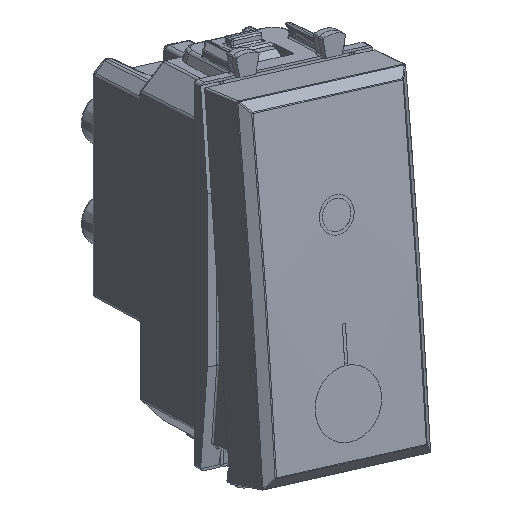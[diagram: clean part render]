
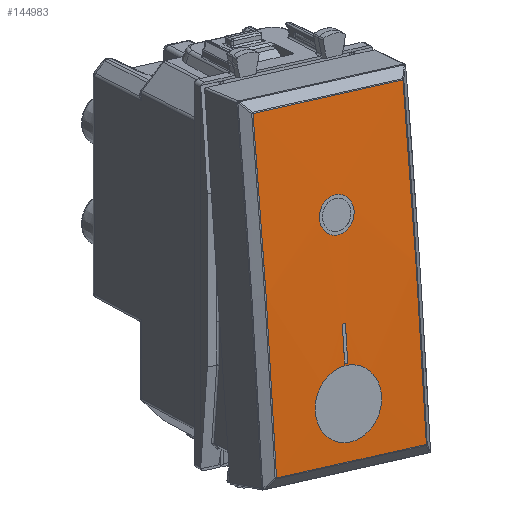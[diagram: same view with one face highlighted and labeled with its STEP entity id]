
A CAD part, top view. The second image highlights one B-rep face of the part: STEP entity #144983.
In plain terms, the highlighted cylindrical face has radius 791.456 mm (diameter 1582.91 mm), a partial arc.
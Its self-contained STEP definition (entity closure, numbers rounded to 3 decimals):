
#142544=CARTESIAN_POINT('Vertex',(-4.312,-14.,15.776)) ;
#142551=CARTESIAN_POINT('Vertex',(4.312,-14.,15.776)) ;
#142555=CARTESIAN_POINT('Control Point',(4.312,-14.,15.776)) ;
#142556=CARTESIAN_POINT('Control Point',(4.311,-12.772,15.798)) ;
#142557=CARTESIAN_POINT('Control Point',(3.872,-11.545,15.817)) ;
#142558=CARTESIAN_POINT('Control Point',(2.993,-10.528,15.83)) ;
#142559=CARTESIAN_POINT('Control Point',(1.075,-9.51,15.843)) ;
#142560=CARTESIAN_POINT('Control Point',(-1.02,-9.692,15.841)) ;
#142561=CARTESIAN_POINT('Control Point',(-1.826,-9.967,15.837)) ;
#142562=CARTESIAN_POINT('Control Point',(-3.106,-10.788,15.827)) ;
#142563=CARTESIAN_POINT('Control Point',(-3.93,-12.049,15.809)) ;
#142564=CARTESIAN_POINT('Control Point',(-4.184,-12.678,15.799)) ;
#142565=CARTESIAN_POINT('Control Point',(-4.311,-13.339,15.788)) ;
#142566=CARTESIAN_POINT('Control Point',(-4.312,-14.,15.776)) ;
#142581=CARTESIAN_POINT('Control Point',(-4.312,-14.,15.776)) ;
#142582=CARTESIAN_POINT('Control Point',(-4.314,-15.227,15.754)) ;
#142583=CARTESIAN_POINT('Control Point',(-3.879,-16.455,15.73)) ;
#142584=CARTESIAN_POINT('Control Point',(-3.002,-17.475,15.707)) ;
#142585=CARTESIAN_POINT('Control Point',(-1.086,-18.499,15.684)) ;
#142586=CARTESIAN_POINT('Control Point',(1.01,-18.321,15.688)) ;
#142587=CARTESIAN_POINT('Control Point',(1.817,-18.048,15.694)) ;
#142588=CARTESIAN_POINT('Control Point',(3.102,-17.228,15.713)) ;
#142589=CARTESIAN_POINT('Control Point',(3.93,-15.963,15.739)) ;
#142590=CARTESIAN_POINT('Control Point',(4.185,-15.331,15.752)) ;
#142591=CARTESIAN_POINT('Control Point',(4.313,-14.665,15.764)) ;
#142592=CARTESIAN_POINT('Control Point',(4.312,-14.,15.776)) ;
#144107=CARTESIAN_POINT('Vertex',(9.75,-20.496,15.635)) ;
#144115=CARTESIAN_POINT('Vertex',(9.75,20.496,15.635)) ;
#144119=CARTESIAN_POINT('Control Point',(9.75,-20.496,15.635)) ;
#144120=CARTESIAN_POINT('Control Point',(9.747,-15.889,15.754)) ;
#144121=CARTESIAN_POINT('Control Point',(9.745,-11.282,15.84)) ;
#144122=CARTESIAN_POINT('Control Point',(9.743,-6.674,15.892)) ;
#144123=CARTESIAN_POINT('Control Point',(9.742,1.525,15.925)) ;
#144124=CARTESIAN_POINT('Control Point',(9.744,9.724,15.852)) ;
#144125=CARTESIAN_POINT('Control Point',(9.746,13.315,15.8)) ;
#144126=CARTESIAN_POINT('Control Point',(9.748,16.906,15.728)) ;
#144127=CARTESIAN_POINT('Control Point',(9.75,20.496,15.635)) ;
#144657=CARTESIAN_POINT('Vertex',(-9.75,-20.496,15.635)) ;
#144660=CARTESIAN_POINT('Line Origine',(0.,-20.496,15.635)) ;
#144854=CARTESIAN_POINT('Axis2P3D Location',(0.,0.,-775.556)) ;
#144893=CARTESIAN_POINT('Line Origine',(0.,20.496,15.635)) ;
#144897=CARTESIAN_POINT('Vertex',(-9.75,20.496,15.635)) ;
#144901=CARTESIAN_POINT('Control Point',(-9.75,-20.496,15.635)) ;
#144902=CARTESIAN_POINT('Control Point',(-9.741,-6.835,15.988)) ;
#144903=CARTESIAN_POINT('Control Point',(-9.741,6.835,15.988)) ;
#144904=CARTESIAN_POINT('Control Point',(-9.75,20.496,15.635)) ;
#144917=CARTESIAN_POINT('Control Point',(2.25,7.25,15.867)) ;
#144918=CARTESIAN_POINT('Control Point',(2.25,7.844,15.861)) ;
#144919=CARTESIAN_POINT('Control Point',(2.054,8.439,15.855)) ;
#144920=CARTESIAN_POINT('Control Point',(1.66,8.946,15.85)) ;
#144921=CARTESIAN_POINT('Control Point',(0.868,9.452,15.844)) ;
#144922=CARTESIAN_POINT('Control Point',(-0.032,9.53,15.843)) ;
#144923=CARTESIAN_POINT('Control Point',(-0.334,9.505,15.843)) ;
#144924=CARTESIAN_POINT('Control Point',(-1.139,9.302,15.845)) ;
#144925=CARTESIAN_POINT('Control Point',(-1.796,8.757,15.852)) ;
#144926=CARTESIAN_POINT('Control Point',(-2.099,8.294,15.857)) ;
#144927=CARTESIAN_POINT('Control Point',(-2.25,7.772,15.862)) ;
#144928=CARTESIAN_POINT('Control Point',(-2.25,7.25,15.867)) ;
#144929=CARTESIAN_POINT('Vertex',(2.25,7.25,15.867)) ;
#144931=CARTESIAN_POINT('Vertex',(-2.25,7.25,15.867)) ;
#144935=CARTESIAN_POINT('Control Point',(-2.25,7.25,15.867)) ;
#144936=CARTESIAN_POINT('Control Point',(-2.25,6.582,15.873)) ;
#144937=CARTESIAN_POINT('Control Point',(-2.002,5.914,15.878)) ;
#144938=CARTESIAN_POINT('Control Point',(-1.504,5.371,15.882)) ;
#144939=CARTESIAN_POINT('Control Point',(-0.141,4.726,15.886)) ;
#144940=CARTESIAN_POINT('Control Point',(1.318,5.188,15.883)) ;
#144941=CARTESIAN_POINT('Control Point',(1.941,5.759,15.88)) ;
#144942=CARTESIAN_POINT('Control Point',(2.25,6.504,15.874)) ;
#144943=CARTESIAN_POINT('Control Point',(2.25,7.25,15.867)) ;
#144949=CARTESIAN_POINT('Axis2P3D Location',(-0.2,0.,-775.556)) ;
#144953=CARTESIAN_POINT('Vertex',(-0.2,-9.5,15.843)) ;
#144955=CARTESIAN_POINT('Vertex',(-0.2,-5.,15.884)) ;
#144958=CARTESIAN_POINT('Line Origine',(0.,-5.,15.884)) ;
#144962=CARTESIAN_POINT('Vertex',(0.2,-5.,15.884)) ;
#144965=CARTESIAN_POINT('Axis2P3D Location',(0.2,0.,-775.556)) ;
#144969=CARTESIAN_POINT('Vertex',(0.2,-9.5,15.843)) ;
#144972=CARTESIAN_POINT('Line Origine',(0.,-9.5,15.843)) ;
#144661=DIRECTION('Vector Direction',(1.,0.,0.)) ;
#144855=DIRECTION('Axis2P3D Direction',(-1.,0.,0.)) ;
#144856=DIRECTION('Axis2P3D XDirection',(0.,-0.028,1.)) ;
#144894=DIRECTION('Vector Direction',(-1.,0.,0.)) ;
#144950=DIRECTION('Axis2P3D Direction',(-1.,0.,0.)) ;
#144959=DIRECTION('Vector Direction',(-1.,0.,0.)) ;
#144966=DIRECTION('Axis2P3D Direction',(-1.,0.,0.)) ;
#144973=DIRECTION('Vector Direction',(-1.,0.,0.)) ;
#144857=AXIS2_PLACEMENT_3D('Cylinder Axis2P3D',#144854,#144855,#144856) ;
#144951=AXIS2_PLACEMENT_3D('Circle Axis2P3D',#144949,#144950,$) ;
#144967=AXIS2_PLACEMENT_3D('Circle Axis2P3D',#144965,#144966,$) ;
#144907=ORIENTED_EDGE('',*,*,#144899,.T.) ;
#144908=ORIENTED_EDGE('',*,*,#144905,.T.) ;
#144909=ORIENTED_EDGE('',*,*,#144664,.T.) ;
#144910=ORIENTED_EDGE('',*,*,#144128,.T.) ;
#144913=ORIENTED_EDGE('',*,*,#142567,.F.) ;
#144914=ORIENTED_EDGE('',*,*,#142593,.F.) ;
#144946=ORIENTED_EDGE('',*,*,#144933,.F.) ;
#144947=ORIENTED_EDGE('',*,*,#144944,.F.) ;
#144978=ORIENTED_EDGE('',*,*,#144957,.T.) ;
#144979=ORIENTED_EDGE('',*,*,#144964,.T.) ;
#144980=ORIENTED_EDGE('',*,*,#144971,.T.) ;
#144981=ORIENTED_EDGE('',*,*,#144976,.T.) ;
#144915=FACE_BOUND('',#144912,.T.) ;
#144948=FACE_BOUND('',#144945,.T.) ;
#144982=FACE_BOUND('',#144977,.T.) ;
#144662=VECTOR('Line Direction',#144661,1.) ;
#144895=VECTOR('Line Direction',#144894,1.) ;
#144960=VECTOR('Line Direction',#144959,1.) ;
#144974=VECTOR('Line Direction',#144973,1.) ;
#144983=ADVANCED_FACE('Tasto Tekla',(#144911,#144915,#144948,#144982),#144858,.T.) ;
#142554=B_SPLINE_CURVE_WITH_KNOTS('',5,(#142555,#142556,#142557,#142558,#142559,#142560,#142561,#142562,#142563,#142564,#142565,#142566),.UNSPECIFIED.,.F.,.U.,(6,3,3,6),(0.,8.825,14.71,19.462),.UNSPECIFIED.) ;
#142580=B_SPLINE_CURVE_WITH_KNOTS('',5,(#142581,#142582,#142583,#142584,#142585,#142586,#142587,#142588,#142589,#142590,#142591,#142592),.UNSPECIFIED.,.F.,.U.,(6,3,3,6),(0.,8.82,14.697,19.477),.UNSPECIFIED.) ;
#144118=B_SPLINE_CURVE_WITH_KNOTS('',5,(#144119,#144120,#144121,#144122,#144123,#144124,#144125,#144126,#144127),.UNSPECIFIED.,.F.,.U.,(6,3,6),(17.255,57.142,88.225),.UNSPECIFIED.) ;
#144900=B_SPLINE_CURVE_WITH_KNOTS('',3,(#144901,#144902,#144903,#144904),.UNSPECIFIED.,.F.,.U.,(4,4),(17.254,88.224),.UNSPECIFIED.) ;
#144916=B_SPLINE_CURVE_WITH_KNOTS('',5,(#144917,#144918,#144919,#144920,#144921,#144922,#144923,#144924,#144925,#144926,#144927,#144928),.UNSPECIFIED.,.F.,.U.,(6,3,3,6),(0.,4.203,6.307,9.996),.UNSPECIFIED.) ;
#144934=B_SPLINE_CURVE_WITH_KNOTS('',5,(#144935,#144936,#144937,#144938,#144939,#144940,#144941,#144942,#144943),.UNSPECIFIED.,.F.,.U.,(6,3,6),(9.996,14.72,19.993),.UNSPECIFIED.) ;
#144952=CIRCLE('generated circle',#144951,791.456) ;
#144968=CIRCLE('generated circle',#144967,791.456) ;
#144858=CYLINDRICAL_SURFACE('generated cylinder',#144857,791.456) ;
#142567=EDGE_CURVE('',#142552,#142545,#142554,.T.) ;
#142593=EDGE_CURVE('',#142545,#142552,#142580,.T.) ;
#144128=EDGE_CURVE('',#144108,#144116,#144118,.T.) ;
#144664=EDGE_CURVE('',#144658,#144108,#144663,.T.) ;
#144899=EDGE_CURVE('',#144116,#144898,#144896,.T.) ;
#144905=EDGE_CURVE('',#144898,#144658,#144900,.F.) ;
#144933=EDGE_CURVE('',#144930,#144932,#144916,.T.) ;
#144944=EDGE_CURVE('',#144932,#144930,#144934,.T.) ;
#144957=EDGE_CURVE('',#144954,#144956,#144952,.T.) ;
#144964=EDGE_CURVE('',#144956,#144963,#144961,.F.) ;
#144971=EDGE_CURVE('',#144963,#144970,#144968,.F.) ;
#144976=EDGE_CURVE('',#144970,#144954,#144975,.T.) ;
#144906=EDGE_LOOP('',(#144907,#144908,#144909,#144910)) ;
#144912=EDGE_LOOP('',(#144913,#144914)) ;
#144945=EDGE_LOOP('',(#144946,#144947)) ;
#144977=EDGE_LOOP('',(#144978,#144979,#144980,#144981)) ;
#144911=FACE_OUTER_BOUND('',#144906,.T.) ;
#144663=LINE('Line',#144660,#144662) ;
#144896=LINE('Line',#144893,#144895) ;
#144961=LINE('Line',#144958,#144960) ;
#144975=LINE('Line',#144972,#144974) ;
#142545=VERTEX_POINT('',#142544) ;
#142552=VERTEX_POINT('',#142551) ;
#144108=VERTEX_POINT('',#144107) ;
#144116=VERTEX_POINT('',#144115) ;
#144658=VERTEX_POINT('',#144657) ;
#144898=VERTEX_POINT('',#144897) ;
#144930=VERTEX_POINT('',#144929) ;
#144932=VERTEX_POINT('',#144931) ;
#144954=VERTEX_POINT('',#144953) ;
#144956=VERTEX_POINT('',#144955) ;
#144963=VERTEX_POINT('',#144962) ;
#144970=VERTEX_POINT('',#144969) ;
